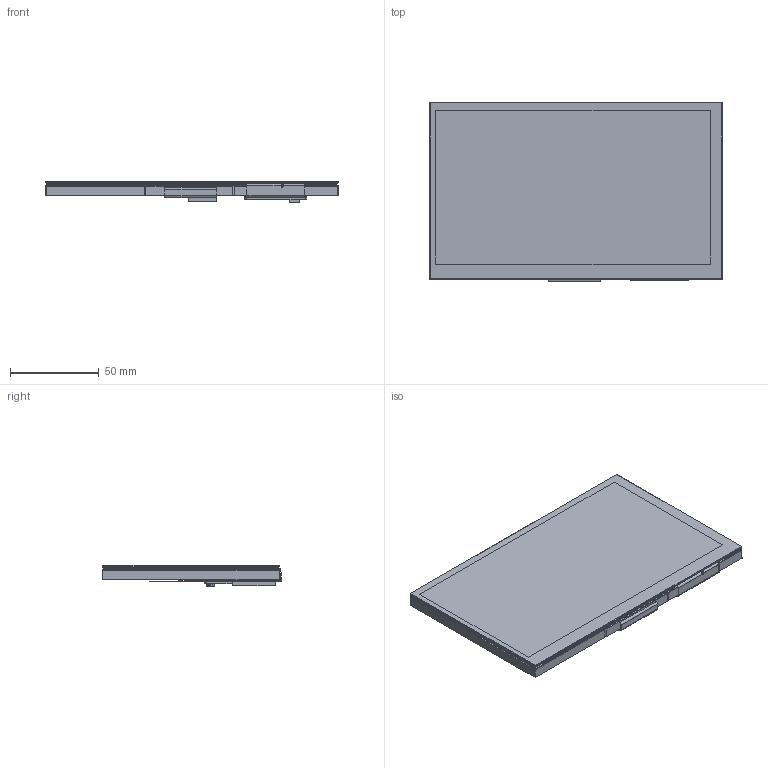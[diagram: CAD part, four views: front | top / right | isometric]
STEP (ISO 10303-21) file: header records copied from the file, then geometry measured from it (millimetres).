
FILE_DESCRIPTION(/* description */ (''),/* implementation_level */ '2;1');
FILE_NAME(/* name */ 'RVT70HSMNWCA0_Rev.1.0.stp',/* time_stamp */ '2021-08-25T13:08:46+02:00',/* author */ ('Mateusz Natywa'),/* organization */ (''),/* preprocessor_version */ 'ST-DEVELOPER v17',/* originating_system */ 'Autodesk Inventor 2019',/* authorisation */ '');
FILE_SCHEMA (('CONFIG_CONTROL_DESIGN'));
Length unit declared in the file: millimetre
Products named in the file (10): RVT70HSTNWCA0_Rev.1.1; CTP; CG; SCA; SENSOR; FPC; Part23; TFT; DISP; FPCM
Assembly tree (9 placements, depth 3):
  RVT70HSTNWCA0_Rev.1.1
    CTP
      CG
      SCA
      SENSOR
      FPC
      Part23
    TFT
      DISP
      FPCM
Bounding box: 164.9 x 101.33 x 12.23 mm (x, y, z)
Volume: 124550.9 mm3; surface area: 148093.8 mm2
Topology: 9 solids, 9 shells, 421 faces, 1170 edges, 766 vertices
Faces by surface type: plane 356, cylinder 51, cone 8, bspline 6
Entity records: 13891 total; most frequent: CARTESIAN_POINT 2562, ORIENTED_EDGE 2332, DIRECTION 2132, EDGE_CURVE 1166, LINE 1052, VECTOR 1052, VERTEX_POINT 766, AXIS2_PLACEMENT_3D 540
